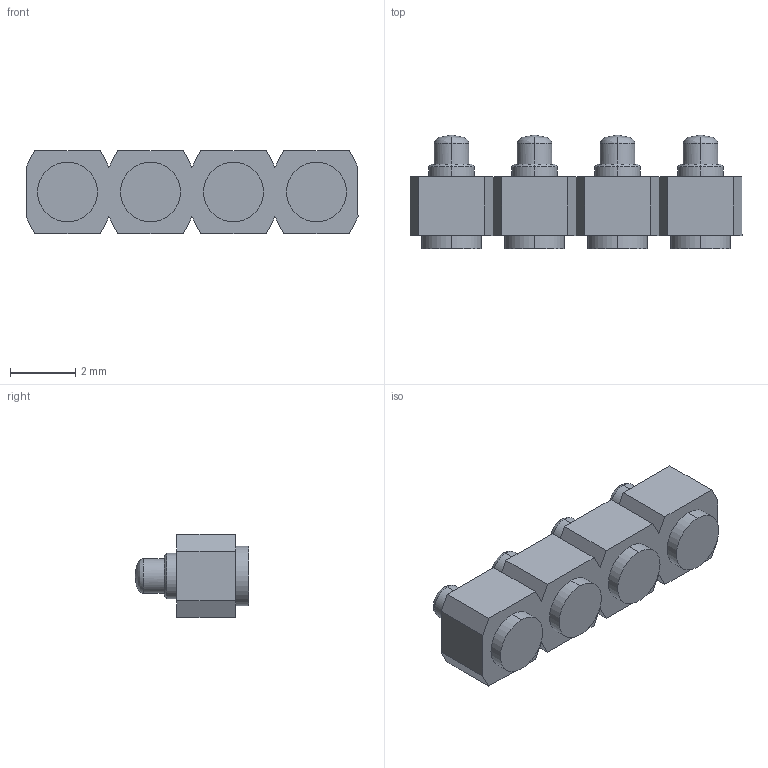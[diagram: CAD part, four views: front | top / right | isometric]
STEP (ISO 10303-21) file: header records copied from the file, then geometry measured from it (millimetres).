
FILE_DESCRIPTION (( 'STEP AP214' ), '1' );
FILE_NAME ('811-22-004-30-000101.STEP', '2022-05-11T04:08:24', ( '' ), ( '' ), 'SwSTEP 2.0', 'SolidWorks 2017', '' );
FILE_SCHEMA (( 'AUTOMOTIVE_DESIGN' ));
Length unit declared in the file: inch
Products named in the file (3): pin^811-22-xxx(style 0) ASS; 811-22-xxx(style 0)_004; 811-22-004-30-000101
Assembly tree (5 placements, depth 2):
  811-22-004-30-000101
    811-22-xxx(style 0)_004
    pin^811-22-xxx(style 0) ASS  x4
Bounding box: 10.16 x 3.48 x 2.54 mm (x, y, z)
Volume: 54 mm3; surface area: 192.9 mm2
Topology: 5 solids, 5 shells, 104 faces, 230 edges, 148 vertices
Faces by surface type: plane 48, cylinder 40, bspline 8, cone 8
Entity records: 1964 total; most frequent: CARTESIAN_POINT 517, DIRECTION 278, ORIENTED_EDGE 268, EDGE_CURVE 134, LINE 96, VECTOR 96, AXIS2_PLACEMENT_3D 91, VERTEX_POINT 88
